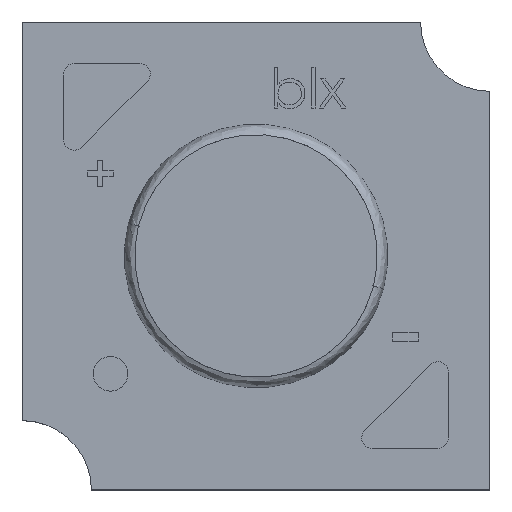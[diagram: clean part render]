
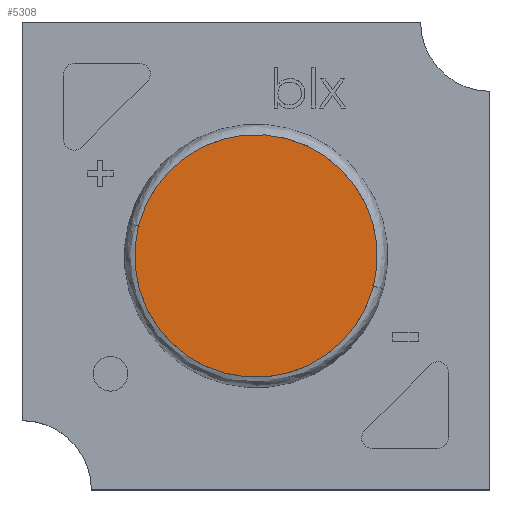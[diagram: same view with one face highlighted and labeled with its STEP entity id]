
A CAD part, top view. The second image highlights one B-rep face of the part: STEP entity #5308.
In plain terms, the highlighted planar face has unit normal (0, 0, 1).
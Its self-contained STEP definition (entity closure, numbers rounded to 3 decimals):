
#528 = DIRECTION ( 'NONE',  ( 0., 0., 1. ) ) ;
#760 = VERTEX_POINT ( 'NONE', #3517 ) ;
#784 = FACE_OUTER_BOUND ( 'NONE', #3794, .T. ) ;
#1038 = CARTESIAN_POINT ( 'NONE',  ( 36.402, 26.14, -35.798 ) ) ;
#1102 = EDGE_CURVE ( 'NONE', #760, #2206, #1841, .T. ) ;
#1294 = EDGE_CURVE ( 'NONE', #2206, #760, #4564, .T. ) ;
#1429 = DIRECTION ( 'NONE',  ( 0., 0., -1. ) ) ;
#1576 = CARTESIAN_POINT ( 'NONE',  ( 36.402, 26.14, -35.798 ) ) ;
#1841 = CIRCLE ( 'NONE', #3630, 3.5 ) ;
#1969 = ORIENTED_EDGE ( 'NONE', *, *, #1102, .F. ) ;
#2206 = VERTEX_POINT ( 'NONE', #5815 ) ;
#2555 = DIRECTION ( 'NONE',  ( 0., 0., -1. ) ) ;
#3027 = DIRECTION ( 'NONE',  ( -0.902, -0.432, 0. ) ) ;
#3340 = PLANE ( 'NONE',  #5615 ) ;
#3517 = CARTESIAN_POINT ( 'NONE',  ( 39.559, 27.652, -35.798 ) ) ;
#3568 = ORIENTED_EDGE ( 'NONE', *, *, #1294, .F. ) ;
#3630 = AXIS2_PLACEMENT_3D ( 'NONE', #4191, #1429, #5681 ) ;
#3794 = EDGE_LOOP ( 'NONE', ( #3568, #1969 ) ) ;
#3878 = AXIS2_PLACEMENT_3D ( 'NONE', #1576, #2555, #3027 ) ;
#4191 = CARTESIAN_POINT ( 'NONE',  ( 36.402, 26.14, -35.798 ) ) ;
#4564 = CIRCLE ( 'NONE', #3878, 3.5 ) ;
#5308 = ADVANCED_FACE ( 'NONE', ( #784 ), #3340, .T. ) ;
#5615 = AXIS2_PLACEMENT_3D ( 'NONE', #1038, #528, #5788 ) ;
#5681 = DIRECTION ( 'NONE',  ( -0.902, -0.432, 0. ) ) ;
#5788 = DIRECTION ( 'NONE',  ( 0.902, 0.432, 0. ) ) ;
#5815 = CARTESIAN_POINT ( 'NONE',  ( 33.246, 24.628, -35.798 ) ) ;
